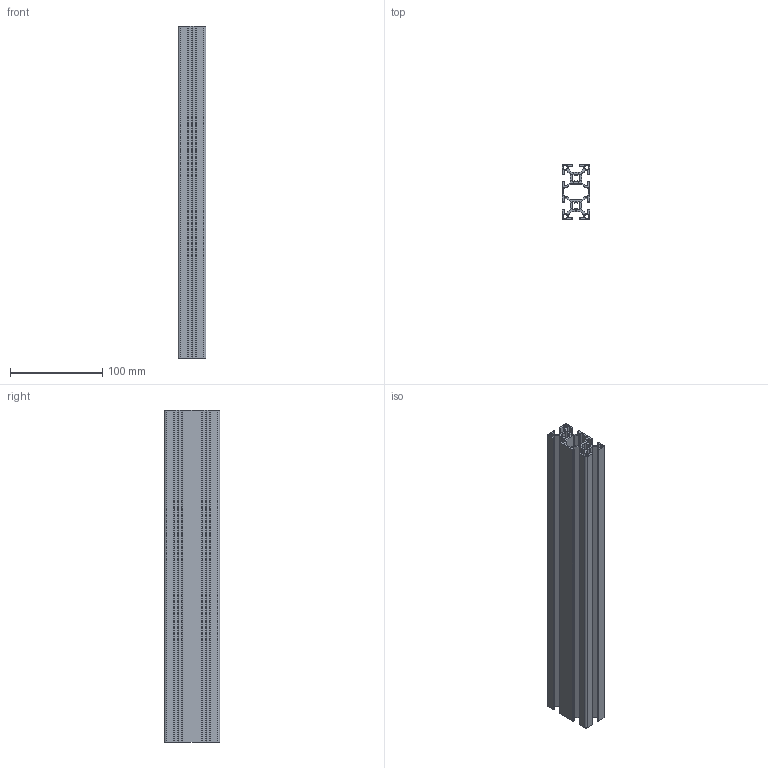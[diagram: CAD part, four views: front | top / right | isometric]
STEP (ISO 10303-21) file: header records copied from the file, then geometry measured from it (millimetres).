
FILE_DESCRIPTION (( 'STEP AP203' ), '1' );
FILE_NAME ('FRA262v4-Base 3060.STEP', '2025-03-04T21:16:44', ( '' ), ( '' ), 'SwSTEP 2.0', 'SolidWorks 2024', '' );
FILE_SCHEMA (( 'CONFIG_CONTROL_DESIGN' ));
Length unit declared in the file: millimetre
Products named in the file (1): FRA262v4-Base 3060
Bounding box: 30 x 60 x 360 mm (x, y, z)
Volume: 197640.2 mm3; surface area: 203087.6 mm2
Topology: 1 solids, 1 shells, 348 faces, 1056 edges, 704 vertices
Faces by surface type: cylinder 176, plane 172
Entity records: 12089 total; most frequent: CARTESIAN_POINT 2261, ORIENTED_EDGE 2112, DIRECTION 2046, EDGE_CURVE 1056, VERTEX_POINT 704, LINE 684, VECTOR 684, AXIS2_PLACEMENT_3D 681
